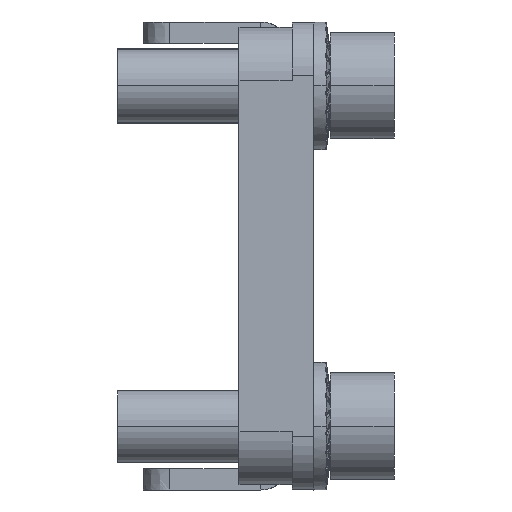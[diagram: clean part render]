
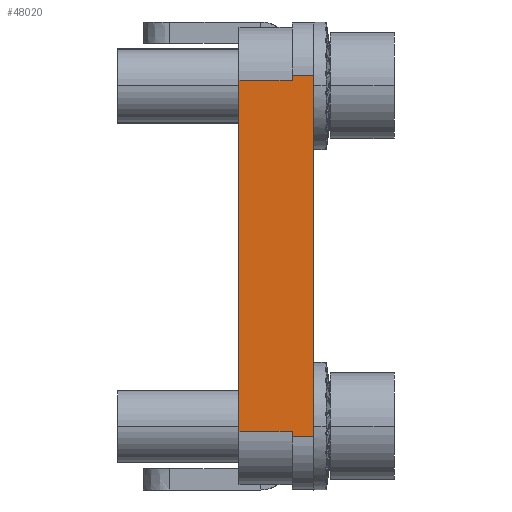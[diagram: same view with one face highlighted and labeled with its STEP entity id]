
A CAD part, left-side view. The second image highlights one B-rep face of the part: STEP entity #48020.
In plain terms, the highlighted planar face has unit normal (-1, 0, 0).
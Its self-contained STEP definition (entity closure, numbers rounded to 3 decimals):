
#1017=DIRECTION('',(0.,1.,0.));
#1018=VECTOR('',#1017,2.);
#1019=CARTESIAN_POINT('',(-70.5,-3.5,17.));
#1020=LINE('',#1019,#1018);
#1626=DIRECTION('',(0.,1.,0.));
#1627=VECTOR('',#1626,2.);
#1628=CARTESIAN_POINT('',(-70.5,-1.5,16.5));
#1629=LINE('',#1628,#1627);
#1630=DIRECTION('',(0.,1.,0.));
#1631=VECTOR('',#1630,3.);
#1632=CARTESIAN_POINT('',(-70.5,0.5,16.5));
#1633=LINE('',#1632,#1631);
#1642=DIRECTION('',(0.,0.,1.));
#1643=VECTOR('',#1642,33.);
#1644=CARTESIAN_POINT('',(-70.5,3.5,-16.5));
#1645=LINE('',#1644,#1643);
#1646=DIRECTION('',(0.,0.,1.));
#1647=VECTOR('',#1646,0.5);
#1648=CARTESIAN_POINT('',(-70.5,-1.5,16.5));
#1649=LINE('',#1648,#1647);
#1650=DIRECTION('',(0.,0.,-1.));
#1651=VECTOR('',#1650,34.);
#1652=CARTESIAN_POINT('',(-70.5,-3.5,17.));
#1653=LINE('',#1652,#1651);
#1654=DIRECTION('',(0.,0.,1.));
#1655=VECTOR('',#1654,0.5);
#1656=CARTESIAN_POINT('',(-70.5,-1.5,-17.));
#1657=LINE('',#1656,#1655);
#1666=DIRECTION('',(0.,-1.,0.));
#1667=VECTOR('',#1666,3.);
#1668=CARTESIAN_POINT('',(-70.5,3.5,-16.5));
#1669=LINE('',#1668,#1667);
#1670=DIRECTION('',(0.,-1.,0.));
#1671=VECTOR('',#1670,2.);
#1672=CARTESIAN_POINT('',(-70.5,0.5,-16.5));
#1673=LINE('',#1672,#1671);
#4992=DIRECTION('',(0.,-1.,0.));
#4993=VECTOR('',#4992,2.);
#4994=CARTESIAN_POINT('',(-70.5,-1.5,-17.));
#4995=LINE('',#4994,#4993);
#40437=CARTESIAN_POINT('',(-70.5,-3.5,17.));
#40439=VERTEX_POINT('',#40437);
#40451=CARTESIAN_POINT('',(-70.5,-3.5,-17.));
#40452=VERTEX_POINT('',#40451);
#40724=CARTESIAN_POINT('',(-70.5,-1.5,17.));
#40726=VERTEX_POINT('',#40724);
#40781=CARTESIAN_POINT('',(-70.5,-1.5,16.5));
#40782=VERTEX_POINT('',#40781);
#40978=CARTESIAN_POINT('',(-70.5,0.5,16.5));
#40979=VERTEX_POINT('',#40978);
#40980=CARTESIAN_POINT('',(-70.5,3.5,16.5));
#40981=VERTEX_POINT('',#40980);
#40982=CARTESIAN_POINT('',(-70.5,0.5,-16.5));
#40983=CARTESIAN_POINT('',(-70.5,-1.5,-16.5));
#40984=VERTEX_POINT('',#40982);
#40985=VERTEX_POINT('',#40983);
#40986=CARTESIAN_POINT('',(-70.5,3.5,-16.5));
#40987=VERTEX_POINT('',#40986);
#40988=CARTESIAN_POINT('',(-70.5,-1.5,-17.));
#40989=VERTEX_POINT('',#40988);
#47998=CARTESIAN_POINT('',(-70.5,-0.5,0.));
#47999=DIRECTION('',(1.,0.,0.));
#48000=DIRECTION('',(0.,0.,-1.));
#48001=AXIS2_PLACEMENT_3D('',#47998,#47999,#48000);
#48002=PLANE('',#48001);
#48004=ORIENTED_EDGE('',*,*,#48003,.F.);
#48006=ORIENTED_EDGE('',*,*,#48005,.F.);
#48008=ORIENTED_EDGE('',*,*,#48007,.T.);
#48009=ORIENTED_EDGE('',*,*,#47981,.F.);
#48010=ORIENTED_EDGE('',*,*,#47979,.F.);
#48011=ORIENTED_EDGE('',*,*,#46820,.T.);
#48012=ORIENTED_EDGE('',*,*,#46748,.F.);
#48013=ORIENTED_EDGE('',*,*,#46417,.T.);
#48015=ORIENTED_EDGE('',*,*,#48014,.F.);
#48017=ORIENTED_EDGE('',*,*,#48016,.T.);
#48018=EDGE_LOOP('',(#48004,#48006,#48008,#48009,#48010,#48011,#48012,#48013,
#48015,#48017));
#48019=FACE_OUTER_BOUND('',#48018,.F.);
#46417=EDGE_CURVE('',#40439,#40452,#1653,.T.);
#46748=EDGE_CURVE('',#40439,#40726,#1020,.T.);
#46820=EDGE_CURVE('',#40782,#40726,#1649,.T.);
#47979=EDGE_CURVE('',#40782,#40979,#1629,.T.);
#47981=EDGE_CURVE('',#40979,#40981,#1633,.T.);
#48003=EDGE_CURVE('',#40984,#40985,#1673,.T.);
#48005=EDGE_CURVE('',#40987,#40984,#1669,.T.);
#48007=EDGE_CURVE('',#40987,#40981,#1645,.T.);
#48014=EDGE_CURVE('',#40989,#40452,#4995,.T.);
#48016=EDGE_CURVE('',#40989,#40985,#1657,.T.);
#48020=ADVANCED_FACE('',(#48019),#48002,.F.);
